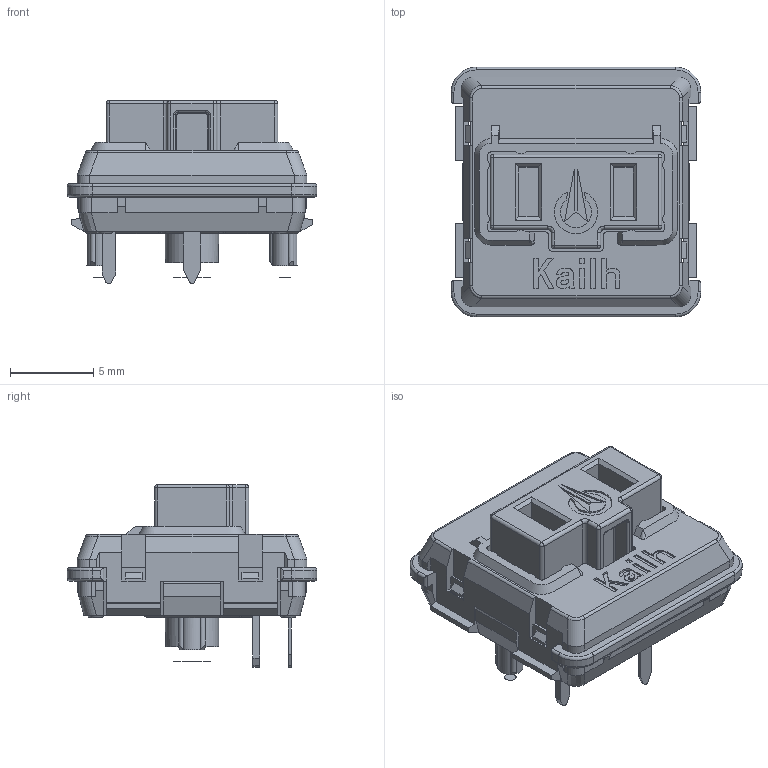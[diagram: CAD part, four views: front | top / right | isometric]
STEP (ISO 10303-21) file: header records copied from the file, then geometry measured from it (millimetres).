
FILE_DESCRIPTION(/* description */ ('','CAx-IF Rec.Pracs.---Representation and Presentation of Product Manufacturing Information (PMI)---4.0---2014-10-13'),/* implementation_level */ '2;1');
FILE_NAME(/* name */ 'choc-v1-switch.stp',/* time_stamp */ '2022-11-06T09:41:57+01:00',/* author */ (''),/* organization */ (''),/* preprocessor_version */ 'ST-DEVELOPER v19',/* originating_system */ 'Autodesk Inventor 2023',/* authorisation */ '');
FILE_SCHEMA (('AP242_MANAGED_MODEL_BASED_3D_ENGINEERING_MIM_LF { 1 0 10303 442 1 1 4 }'));
Length unit declared in the file: millimetre
Products named in the file (1): Document
Bounding box: 15 x 15 x 11 mm (x, y, z)
Volume: 992.2 mm3; surface area: 1538.7 mm2
Topology: 5 solids, 5 shells, 482 faces, 1288 edges, 821 vertices
Faces by surface type: plane 329, cylinder 91, bspline 35, cone 11, torus 10, sphere 6
Full cylindrical faces by diameter (mm): 3.2 x1
Entity records: 16397 total; most frequent: CARTESIAN_POINT 4323, ORIENTED_EDGE 2572, DIRECTION 2356, EDGE_CURVE 1286, LINE 1014, VECTOR 1014, VERTEX_POINT 821, AXIS2_PLACEMENT_3D 671
